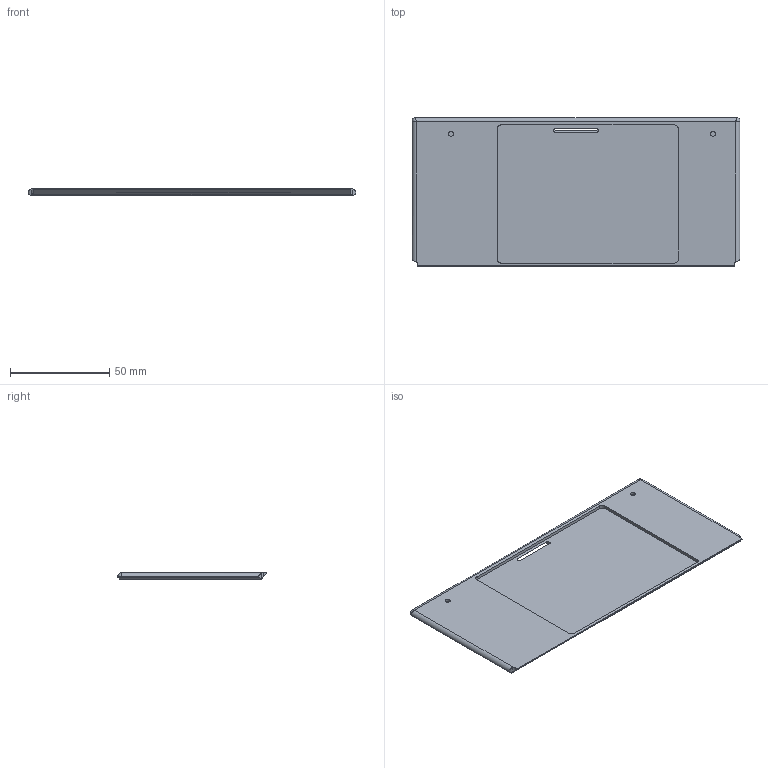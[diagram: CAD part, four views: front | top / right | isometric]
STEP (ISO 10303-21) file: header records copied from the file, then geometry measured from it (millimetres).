
FILE_DESCRIPTION(/* description */ (''),/* implementation_level */ '2;1');
FILE_NAME(/* name */ 'capot.step',/* time_stamp */ '2024-11-19T14:14:48+01:00',/* author */ (''),/* organization */ (''),/* preprocessor_version */ 'ST-DEVELOPER v20',/* originating_system */ 'Autodesk Translation Framework v13.20.0.188',/* authorisation */ '');
FILE_SCHEMA (('AUTOMOTIVE_DESIGN { 1 0 10303 214 3 1 1 }'));
Length unit declared in the file: millimetre
Products named in the file (2): Newccitel; Lid
Assembly tree (1 placements, depth 2):
  Newccitel
    Lid
Bounding box: 165.24 x 75.05 x 3.2 mm (x, y, z)
Volume: 27927.2 mm3; surface area: 26412.7 mm2
Topology: 1 solids, 1 shells, 457 faces, 1245 edges, 824 vertices
Faces by surface type: bspline 231, plane 202, cylinder 20, cone 4
Full cylindrical faces by diameter (mm): 2.5 x2
Entity records: 16669 total; most frequent: CARTESIAN_POINT 6601, ORIENTED_EDGE 2486, DIRECTION 1291, EDGE_CURVE 1243, VERTEX_POINT 824, LINE 737, VECTOR 737, EDGE_LOOP 495
